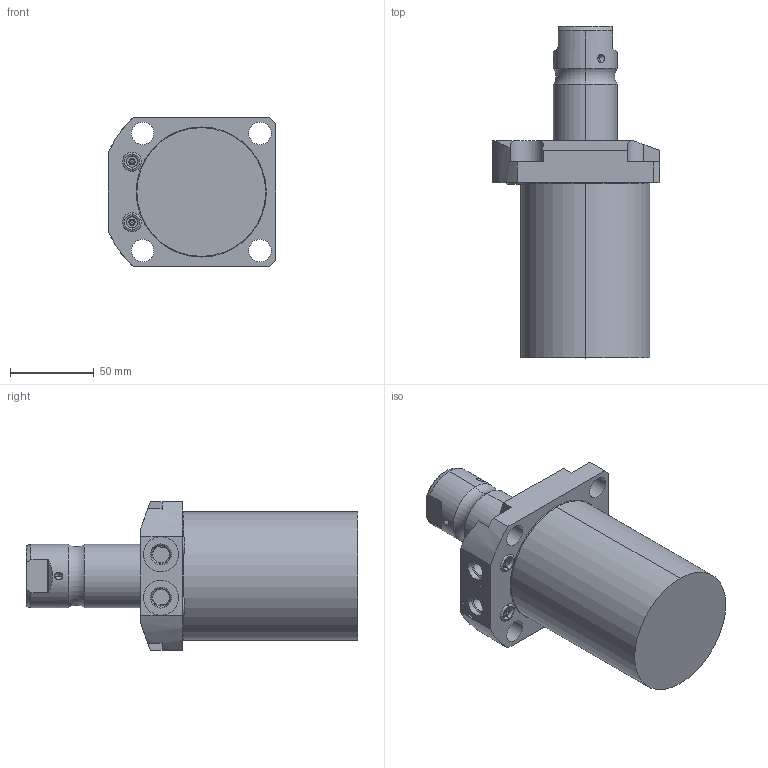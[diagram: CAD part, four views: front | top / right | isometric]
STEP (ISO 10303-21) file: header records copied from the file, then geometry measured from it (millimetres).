
FILE_DESCRIPTION((''),'2;1');
FILE_NAME('ILC14062104','2011-11-11T',('jdw'),(''),'PRO/ENGINEER BY PARAMETRIC TECHNOLOGY CORPORATION, 2007460','PRO/ENGINEER BY PARAMETRIC TECHNOLOGY CORPORATION, 2007460','');
FILE_SCHEMA(('AUTOMOTIVE_DESIGN_CC2 { 1 2 10303 214 -1 1 5 2 }'));
Length unit declared in the file: inch
Products named in the file (1): ILC14062104
Bounding box: 100 x 198.35 x 88.9 mm (x, y, z)
Volume: 741542.4 mm3; surface area: 62403.9 mm2
Topology: 3 solids, 3 shells, 121 faces, 305 edges, 190 vertices
Faces by surface type: cylinder 46, plane 39, cone 22, torus 14
Entity records: 5000 total; most frequent: CARTESIAN_POINT 802, DIRECTION 641, ORIENTED_EDGE 594, PRESENTATION_STYLE_ASSIGNMENT 321, STYLED_ITEM 300, CURVE_STYLE 297, EDGE_CURVE 297, AXIS2_PLACEMENT_3D 255
